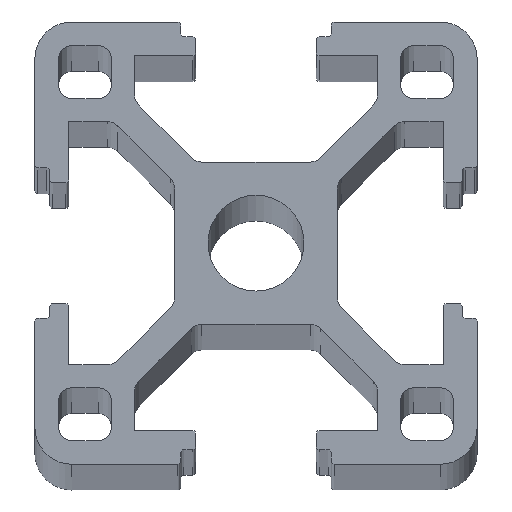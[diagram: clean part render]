
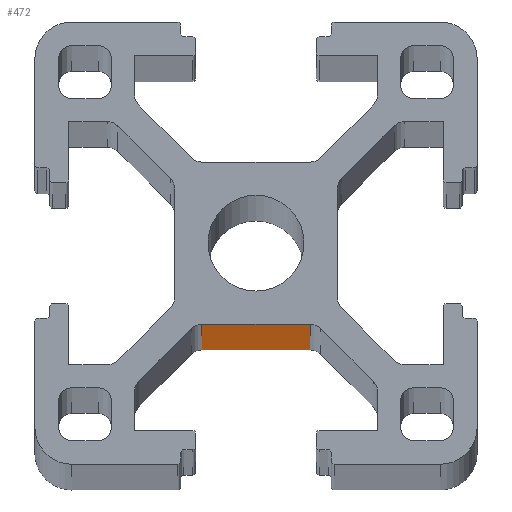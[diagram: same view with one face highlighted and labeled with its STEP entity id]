
A CAD part, top view. The second image highlights one B-rep face of the part: STEP entity #472.
In plain terms, the highlighted planar face has unit normal (0, -1, 0).
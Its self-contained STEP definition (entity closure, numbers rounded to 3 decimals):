
#472=ADVANCED_FACE('',(#1725),#1727,.T.);
#1725=FACE_BOUND('',#1726,.T.);
#1726=EDGE_LOOP('',(#2896,#2897,#2898,#2899));
#1727=PLANE('',#1728);
#1728=AXIS2_PLACEMENT_3D('',#1729,#1730,#1731);
#1729=CARTESIAN_POINT('',(4.086,-5.5,0.));
#1730=DIRECTION('',(0.,-1.,-0.));
#1731=DIRECTION('',(-1.,0.,0.));
#2896=ORIENTED_EDGE('',*,*,#3669,.F.);
#2897=ORIENTED_EDGE('',*,*,#3353,.T.);
#2898=ORIENTED_EDGE('',*,*,#3670,.T.);
#2899=ORIENTED_EDGE('',*,*,#3504,.F.);
#3353=EDGE_CURVE('',#3841,#3839,#3842,.T.);
#3504=EDGE_CURVE('',#4141,#4143,#4144,.T.);
#3669=EDGE_CURVE('',#3841,#4141,#4393,.T.);
#3670=EDGE_CURVE('',#3839,#4143,#4394,.T.);
#3839=VERTEX_POINT('',#4691);
#3841=VERTEX_POINT('',#4696);
#3842=LINE('',#4697,#4698);
#4141=VERTEX_POINT('',#5367);
#4143=VERTEX_POINT('',#5372);
#4144=LINE('',#5373,#5374);
#4393=LINE('',#5993,#5994);
#4394=LINE('',#5996,#5997);
#4691=CARTESIAN_POINT('',(-3.672,-5.5,0.));
#4696=CARTESIAN_POINT('',(3.672,-5.5,0.));
#4697=CARTESIAN_POINT('',(3.672,-5.5,0.));
#4698=VECTOR('',#4699,1.);
#4699=DIRECTION('',(-1.,0.,0.));
#5367=CARTESIAN_POINT('',(3.672,-5.5,-1000.));
#5372=CARTESIAN_POINT('',(-3.672,-5.5,-1000.));
#5373=CARTESIAN_POINT('',(3.672,-5.5,-1000.));
#5374=VECTOR('',#5375,1.);
#5375=DIRECTION('',(-1.,0.,0.));
#5993=CARTESIAN_POINT('',(3.672,-5.5,0.));
#5994=VECTOR('',#5995,1.);
#5995=DIRECTION('',(0.,0.,-1.));
#5996=CARTESIAN_POINT('',(-3.672,-5.5,0.));
#5997=VECTOR('',#5998,1.);
#5998=DIRECTION('',(0.,0.,-1.));
